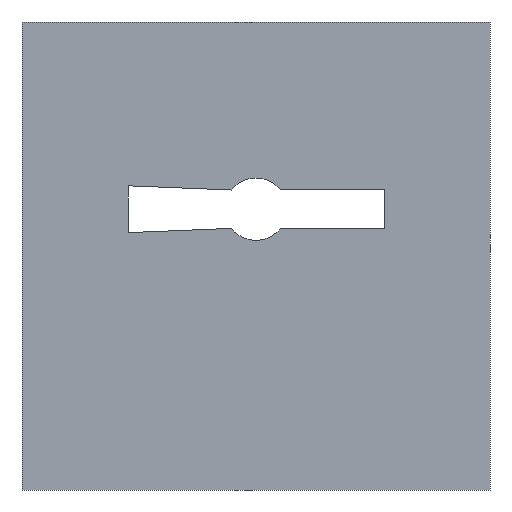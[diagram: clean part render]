
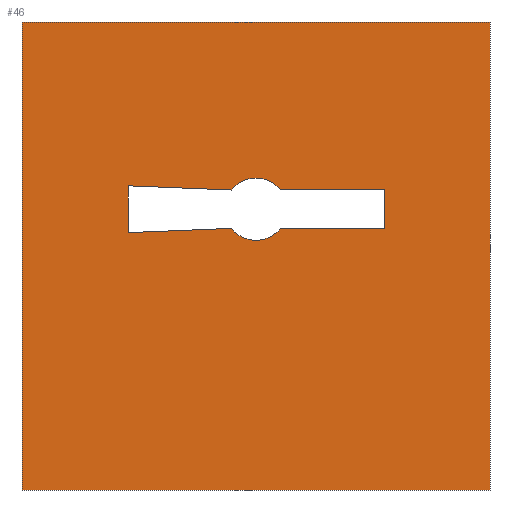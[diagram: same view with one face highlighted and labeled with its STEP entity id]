
A CAD part, front view. The second image highlights one B-rep face of the part: STEP entity #46.
In plain terms, the highlighted planar face has unit normal (0, -1, 0).
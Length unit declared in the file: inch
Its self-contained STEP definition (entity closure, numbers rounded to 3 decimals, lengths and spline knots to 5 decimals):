
#3 = CARTESIAN_POINT ( 'NONE',  ( 0., 0., 0.15 ) ) ;
#13 = DIRECTION ( 'NONE',  ( 0., 0., 1. ) ) ;
#15 = CARTESIAN_POINT ( 'NONE',  ( 0.07806, 0., 0.0875 ) ) ;
#30 = CARTESIAN_POINT ( 'NONE',  ( 0., 0., 0. ) ) ;
#36 = ORIENTED_EDGE ( 'NONE', *, *, #360, .T. ) ;
#37 = LINE ( 'NONE', #372, #340 ) ;
#39 = DIRECTION ( 'NONE',  ( -0.999, 0., -0.041 ) ) ;
#40 = DIRECTION ( 'NONE',  ( 0., 0., -1. ) ) ;
#45 = ORIENTED_EDGE ( 'NONE', *, *, #104, .F. ) ;
#46 = ADVANCED_FACE ( 'NONE', ( #355, #168 ), #313, .T. ) ;
#47 = DIRECTION ( 'NONE',  ( 1., 0., 0. ) ) ;
#51 = VECTOR ( 'NONE', #156, 39.37008 ) ;
#73 = VERTEX_POINT ( 'NONE', #443 ) ;
#80 = CARTESIAN_POINT ( 'NONE',  ( 0.07806, 0., 0.2125 ) ) ;
#85 = ORIENTED_EDGE ( 'NONE', *, *, #319, .F. ) ;
#88 = EDGE_LOOP ( 'NONE', ( #212, #193, #189, #378, #475, #36, #232, #321, #426 ) ) ;
#99 = LINE ( 'NONE', #239, #293 ) ;
#102 = AXIS2_PLACEMENT_3D ( 'NONE', #315, #469, #202 ) ;
#104 = EDGE_CURVE ( 'NONE', #240, #417, #37, .T. ) ;
#108 = CARTESIAN_POINT ( 'NONE',  ( -0.07888, 0., 0.08854 ) ) ;
#109 = LINE ( 'NONE', #484, #255 ) ;
#111 = AXIS2_PLACEMENT_3D ( 'NONE', #3, #461, #265 ) ;
#113 = LINE ( 'NONE', #184, #231 ) ;
#120 = LINE ( 'NONE', #422, #254 ) ;
#125 = CARTESIAN_POINT ( 'NONE',  ( -0.41, 0., 0.075 ) ) ;
#136 = CARTESIAN_POINT ( 'NONE',  ( 0.41235, 0., 0.2125 ) ) ;
#142 = EDGE_CURVE ( 'NONE', #147, #73, #460, .T. ) ;
#143 = CARTESIAN_POINT ( 'NONE',  ( 0., 0., 0.15 ) ) ;
#147 = VERTEX_POINT ( 'NONE', #211 ) ;
#149 = EDGE_CURVE ( 'NONE', #334, #195, #288, .T. ) ;
#151 = DIRECTION ( 'NONE',  ( -1., 0., 0. ) ) ;
#156 = DIRECTION ( 'NONE',  ( 0., 0., 1. ) ) ;
#157 = VERTEX_POINT ( 'NONE', #363 ) ;
#162 = CARTESIAN_POINT ( 'NONE',  ( -0.07888, 0., 0.21146 ) ) ;
#168 = FACE_OUTER_BOUND ( 'NONE', #287, .T. ) ;
#170 = CIRCLE ( 'NONE', #102, 0.1 ) ;
#184 = CARTESIAN_POINT ( 'NONE',  ( -0.75, 0., -0.75 ) ) ;
#189 = ORIENTED_EDGE ( 'NONE', *, *, #379, .T. ) ;
#193 = ORIENTED_EDGE ( 'NONE', *, *, #494, .T. ) ;
#195 = VERTEX_POINT ( 'NONE', #290 ) ;
#197 = VERTEX_POINT ( 'NONE', #108 ) ;
#199 = VERTEX_POINT ( 'NONE', #341 ) ;
#202 = DIRECTION ( 'NONE',  ( 0., 0., 1. ) ) ;
#206 = AXIS2_PLACEMENT_3D ( 'NONE', #30, #451, #447 ) ;
#211 = CARTESIAN_POINT ( 'NONE',  ( -0.07888, 0., 0.21146 ) ) ;
#212 = ORIENTED_EDGE ( 'NONE', *, *, #338, .T. ) ;
#225 = VERTEX_POINT ( 'NONE', #333 ) ;
#229 = CARTESIAN_POINT ( 'NONE',  ( 0.75, 0., 0.75 ) ) ;
#231 = VECTOR ( 'NONE', #259, 39.37008 ) ;
#232 = ORIENTED_EDGE ( 'NONE', *, *, #270, .T. ) ;
#236 = EDGE_CURVE ( 'NONE', #195, #383, #120, .T. ) ;
#239 = CARTESIAN_POINT ( 'NONE',  ( -0.75, 0., 0.75 ) ) ;
#240 = VERTEX_POINT ( 'NONE', #229 ) ;
#242 = EDGE_CURVE ( 'NONE', #199, #263, #267, .T. ) ;
#254 = VECTOR ( 'NONE', #151, 39.37008 ) ;
#255 = VECTOR ( 'NONE', #39, 39.37008 ) ;
#259 = DIRECTION ( 'NONE',  ( -1., 0., 0. ) ) ;
#263 = VERTEX_POINT ( 'NONE', #269 ) ;
#265 = DIRECTION ( 'NONE',  ( 0., 0., 1. ) ) ;
#267 = LINE ( 'NONE', #498, #51 ) ;
#269 = CARTESIAN_POINT ( 'NONE',  ( -0.75, 0., 0.75 ) ) ;
#270 = EDGE_CURVE ( 'NONE', #272, #334, #374, .T. ) ;
#272 = VERTEX_POINT ( 'NONE', #300 ) ;
#273 = CARTESIAN_POINT ( 'NONE',  ( 0.75, 0., -0.75 ) ) ;
#279 = AXIS2_PLACEMENT_3D ( 'NONE', #143, #483, #291 ) ;
#286 = DIRECTION ( 'NONE',  ( 0., 0., -1. ) ) ;
#287 = EDGE_LOOP ( 'NONE', ( #45, #414, #430, #85 ) ) ;
#288 = LINE ( 'NONE', #136, #299 ) ;
#290 = CARTESIAN_POINT ( 'NONE',  ( 0.41235, 0., 0.0875 ) ) ;
#291 = DIRECTION ( 'NONE',  ( 0., 0., 1. ) ) ;
#293 = VECTOR ( 'NONE', #425, 39.37008 ) ;
#299 = VECTOR ( 'NONE', #286, 39.37008 ) ;
#300 = CARTESIAN_POINT ( 'NONE',  ( 0.07806, 0., 0.2125 ) ) ;
#304 = LINE ( 'NONE', #125, #359 ) ;
#307 = DIRECTION ( 'NONE',  ( 0.999, 0., -0.041 ) ) ;
#313 = PLANE ( 'NONE',  #206 ) ;
#315 = CARTESIAN_POINT ( 'NONE',  ( 0., 0., 0.15 ) ) ;
#319 = EDGE_CURVE ( 'NONE', #417, #199, #113, .T. ) ;
#321 = ORIENTED_EDGE ( 'NONE', *, *, #149, .T. ) ;
#331 = VECTOR ( 'NONE', #307, 39.37008 ) ;
#333 = CARTESIAN_POINT ( 'NONE',  ( -0.41, 0., 0.225 ) ) ;
#334 = VERTEX_POINT ( 'NONE', #337 ) ;
#337 = CARTESIAN_POINT ( 'NONE',  ( 0.41235, 0., 0.2125 ) ) ;
#338 = EDGE_CURVE ( 'NONE', #383, #197, #497, .T. ) ;
#340 = VECTOR ( 'NONE', #40, 39.37008 ) ;
#341 = CARTESIAN_POINT ( 'NONE',  ( -0.75, 0., -0.75 ) ) ;
#355 = FACE_BOUND ( 'NONE', #88, .T. ) ;
#359 = VECTOR ( 'NONE', #13, 39.37008 ) ;
#360 = EDGE_CURVE ( 'NONE', #73, #272, #170, .T. ) ;
#363 = CARTESIAN_POINT ( 'NONE',  ( -0.41, 0., 0.075 ) ) ;
#372 = CARTESIAN_POINT ( 'NONE',  ( 0.75, 0., 0.75 ) ) ;
#374 = LINE ( 'NONE', #80, #424 ) ;
#378 = ORIENTED_EDGE ( 'NONE', *, *, #399, .T. ) ;
#379 = EDGE_CURVE ( 'NONE', #157, #225, #304, .T. ) ;
#383 = VERTEX_POINT ( 'NONE', #15 ) ;
#396 = LINE ( 'NONE', #162, #331 ) ;
#399 = EDGE_CURVE ( 'NONE', #225, #147, #396, .T. ) ;
#402 = EDGE_CURVE ( 'NONE', #263, #240, #99, .T. ) ;
#414 = ORIENTED_EDGE ( 'NONE', *, *, #402, .F. ) ;
#417 = VERTEX_POINT ( 'NONE', #273 ) ;
#422 = CARTESIAN_POINT ( 'NONE',  ( 0.07806, 0., 0.0875 ) ) ;
#424 = VECTOR ( 'NONE', #47, 39.37008 ) ;
#425 = DIRECTION ( 'NONE',  ( 1., 0., 0. ) ) ;
#426 = ORIENTED_EDGE ( 'NONE', *, *, #236, .T. ) ;
#430 = ORIENTED_EDGE ( 'NONE', *, *, #242, .F. ) ;
#443 = CARTESIAN_POINT ( 'NONE',  ( 0., 0., 0.25 ) ) ;
#447 = DIRECTION ( 'NONE',  ( 0., 0., -1. ) ) ;
#451 = DIRECTION ( 'NONE',  ( 0., -1., 0. ) ) ;
#460 = CIRCLE ( 'NONE', #279, 0.1 ) ;
#461 = DIRECTION ( 'NONE',  ( 0., 1., 0. ) ) ;
#469 = DIRECTION ( 'NONE',  ( 0., 1., 0. ) ) ;
#475 = ORIENTED_EDGE ( 'NONE', *, *, #142, .T. ) ;
#483 = DIRECTION ( 'NONE',  ( 0., 1., 0. ) ) ;
#484 = CARTESIAN_POINT ( 'NONE',  ( -0.07888, 0., 0.08854 ) ) ;
#494 = EDGE_CURVE ( 'NONE', #197, #157, #109, .T. ) ;
#497 = CIRCLE ( 'NONE', #111, 0.1 ) ;
#498 = CARTESIAN_POINT ( 'NONE',  ( -0.75, 0., 0.75 ) ) ;
